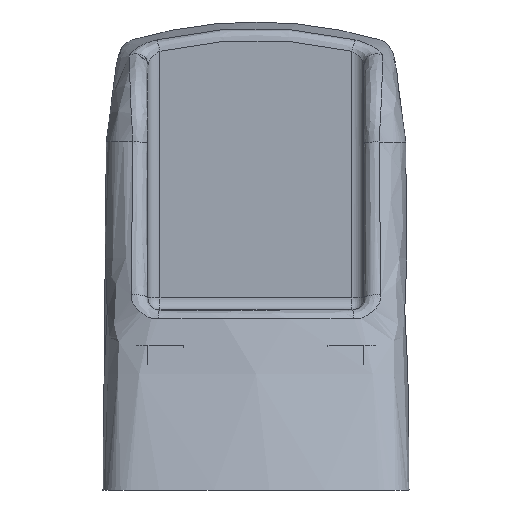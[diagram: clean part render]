
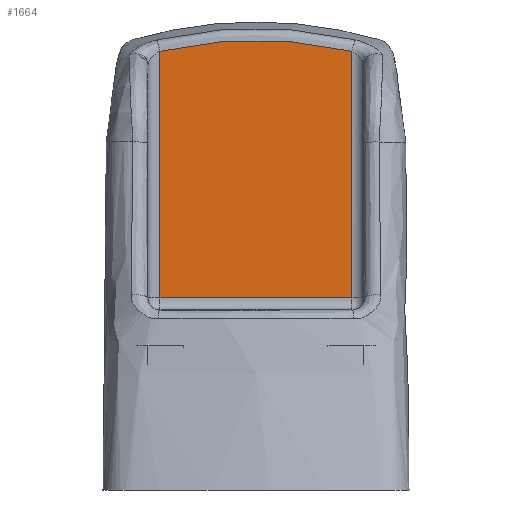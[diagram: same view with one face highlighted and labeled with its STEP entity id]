
A CAD part, left-side view. The second image highlights one B-rep face of the part: STEP entity #1664.
In plain terms, the highlighted planar face has unit normal (-1, 0, 0).
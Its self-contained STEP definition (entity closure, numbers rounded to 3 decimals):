
#27=PLANE($,#1775);
#105=LINE($,#2992,#217);
#109=LINE($,#3058,#221);
#111=LINE($,#3061,#223);
#217=VECTOR($,#1945,20.566);
#221=VECTOR($,#1959,16.);
#223=VECTOR($,#1963,20.566);
#339=B_SPLINE_CURVE_WITH_KNOTS($,3,(#2838,#2839,#2840,#2841,#2842,#2843,
#2844,#2845,#2846,#2847,#2848,#2849),.UNSPECIFIED.,.F.,.F.,(4,2,1,1,1,1,
2,4),(0.965,1.023,1.117,1.21,
1.397,1.771,2.519,2.577),
 .UNSPECIFIED.);
#432=FACE_OUTER_BOUND($,#532,.T.);
#532=EDGE_LOOP($,(#1223,#1224,#1225,#1226));
#703=VERTEX_POINT($,#2344);
#713=VERTEX_POINT($,#2578);
#716=VERTEX_POINT($,#2590);
#722=VERTEX_POINT($,#2715);
#895=EDGE_CURVE($,#722,#713,#339,.T.);
#903=EDGE_CURVE($,#716,#722,#105,.T.);
#913=EDGE_CURVE($,#703,#716,#109,.T.);
#915=EDGE_CURVE($,#713,#703,#111,.T.);
#1223=ORIENTED_EDGE($,*,*,#895,.F.);
#1224=ORIENTED_EDGE($,*,*,#903,.F.);
#1225=ORIENTED_EDGE($,*,*,#913,.F.);
#1226=ORIENTED_EDGE($,*,*,#915,.F.);
#1664=ADVANCED_FACE($,(#432),#27,.T.);
#1775=AXIS2_PLACEMENT_3D($,#3398,#1979,#1980);
#1945=DIRECTION($,(0.,0.,1.));
#1959=DIRECTION($,(0.,1.,0.));
#1963=DIRECTION($,(0.,0.,-1.));
#1979=DIRECTION('center_axis',(-1.,0.,0.));
#1980=DIRECTION('ref_axis',(0.,-1.,0.));
#2344=CARTESIAN_POINT('',(-99.,-8.,16.));
#2578=CARTESIAN_POINT('',(-99.,-8.,36.566));
#2590=CARTESIAN_POINT('',(-99.,8.,16.));
#2715=CARTESIAN_POINT('',(-99.,8.,36.566));
#2838=CARTESIAN_POINT('Ctrl Pts',(-99.,8.,36.566));
#2839=CARTESIAN_POINT('Ctrl Pts',(-99.,7.812,36.612));
#2840=CARTESIAN_POINT('Ctrl Pts',(-99.,7.622,36.654));
#2841=CARTESIAN_POINT('Ctrl Pts',(-99.,7.128,36.758));
#2842=CARTESIAN_POINT('Ctrl Pts',(-99.,6.516,36.879));
#2843=CARTESIAN_POINT('Ctrl Pts',(-99.,5.286,37.093));
#2844=CARTESIAN_POINT('Ctrl Pts',(-99.,3.118,37.387));
#2845=CARTESIAN_POINT('Ctrl Pts',(-99.,-1.245,37.639));
#2846=CARTESIAN_POINT('Ctrl Pts',(-99.,-4.992,37.206));
#2847=CARTESIAN_POINT('Ctrl Pts',(-99.,-7.622,36.654));
#2848=CARTESIAN_POINT('Ctrl Pts',(-99.,-7.812,36.612));
#2849=CARTESIAN_POINT('Ctrl Pts',(-99.,-8.,36.566));
#2992=CARTESIAN_POINT($,(-99.,8.,15.));
#3058=CARTESIAN_POINT($,(-99.,-4.5,16.));
#3061=CARTESIAN_POINT($,(-99.,-8.,15.));
#3398=CARTESIAN_POINT('Origin',(-99.,-9.,15.));
